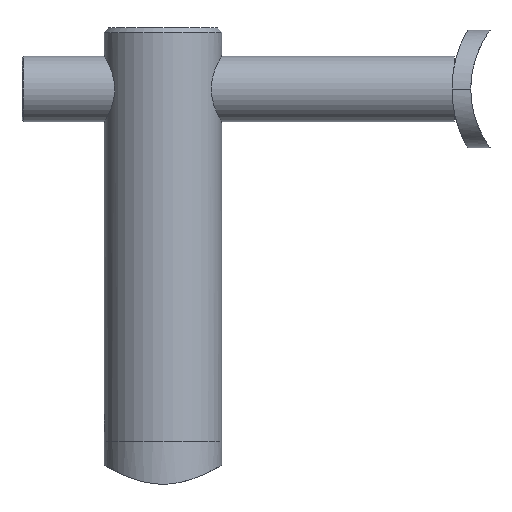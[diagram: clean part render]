
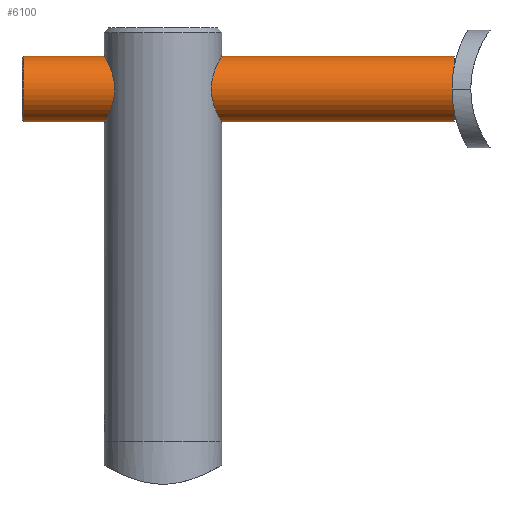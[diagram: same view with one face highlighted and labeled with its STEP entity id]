
A CAD part, left-side view. The second image highlights one B-rep face of the part: STEP entity #6100.
In plain terms, the highlighted cylindrical face has radius 7 mm (diameter 14 mm), a partial arc.
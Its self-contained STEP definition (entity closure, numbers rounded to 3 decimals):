
#829 = LINE ( 'NONE', #16561, #9167 ) ;
#1259 = DIRECTION ( 'NONE',  ( 0., 0., 1. ) ) ;
#2138 = AXIS2_PLACEMENT_3D ( 'NONE', #10083, #19738, #8573 ) ;
#2374 = CARTESIAN_POINT ( 'NONE',  ( 0., 92., 7. ) ) ;
#2653 = DIRECTION ( 'NONE',  ( 0., -1., 0. ) ) ;
#3030 = CIRCLE ( 'NONE', #2138, 7. ) ;
#3034 = DIRECTION ( 'NONE',  ( 0., 1., 0. ) ) ;
#3058 = CARTESIAN_POINT ( 'NONE',  ( 0., 92., 0. ) ) ;
#3549 = AXIS2_PLACEMENT_3D ( 'NONE', #3058, #10777, #6040 ) ;
#4127 = VECTOR ( 'NONE', #2653, 1000. ) ;
#4827 = CARTESIAN_POINT ( 'NONE',  ( 0., 92., 7. ) ) ;
#4885 = CYLINDRICAL_SURFACE ( 'NONE', #3549, 7. ) ;
#5797 = VERTEX_POINT ( 'NONE', #13452 ) ;
#6040 = DIRECTION ( 'NONE',  ( 0., 0., -1. ) ) ;
#6100 = ADVANCED_FACE ( 'NONE', ( #6388 ), #4885, .T. ) ;
#6388 = FACE_OUTER_BOUND ( 'NONE', #9998, .T. ) ;
#6597 = VERTEX_POINT ( 'NONE', #19011 ) ;
#6772 = ORIENTED_EDGE ( 'NONE', *, *, #13753, .F. ) ;
#7384 = LINE ( 'NONE', #2374, #4127 ) ;
#8353 = EDGE_CURVE ( 'NONE', #12577, #5797, #13486, .T. ) ;
#8573 = DIRECTION ( 'NONE',  ( 0., 0., 1. ) ) ;
#8990 = CARTESIAN_POINT ( 'NONE',  ( 0., 0.25, 7. ) ) ;
#9167 = VECTOR ( 'NONE', #20252, 1000. ) ;
#9998 = EDGE_LOOP ( 'NONE', ( #13849, #12960, #11717, #6772 ) ) ;
#10083 = CARTESIAN_POINT ( 'NONE',  ( 0., 92., 0. ) ) ;
#10777 = DIRECTION ( 'NONE',  ( 0., -1., 0. ) ) ;
#11717 = ORIENTED_EDGE ( 'NONE', *, *, #8353, .T. ) ;
#12267 = AXIS2_PLACEMENT_3D ( 'NONE', #12490, #3034, #1259 ) ;
#12490 = CARTESIAN_POINT ( 'NONE',  ( 0., 0.25, 0. ) ) ;
#12577 = VERTEX_POINT ( 'NONE', #8990 ) ;
#12960 = ORIENTED_EDGE ( 'NONE', *, *, #15158, .T. ) ;
#13112 = EDGE_CURVE ( 'NONE', #13542, #6597, #3030, .T. ) ;
#13452 = CARTESIAN_POINT ( 'NONE',  ( 0., 0.25, -7. ) ) ;
#13486 = CIRCLE ( 'NONE', #12267, 7. ) ;
#13542 = VERTEX_POINT ( 'NONE', #4827 ) ;
#13753 = EDGE_CURVE ( 'NONE', #6597, #5797, #829, .T. ) ;
#13849 = ORIENTED_EDGE ( 'NONE', *, *, #13112, .F. ) ;
#15158 = EDGE_CURVE ( 'NONE', #13542, #12577, #7384, .T. ) ;
#16561 = CARTESIAN_POINT ( 'NONE',  ( 0., 92., -7. ) ) ;
#19011 = CARTESIAN_POINT ( 'NONE',  ( 0., 92., -7. ) ) ;
#19738 = DIRECTION ( 'NONE',  ( 0., 1., 0. ) ) ;
#20252 = DIRECTION ( 'NONE',  ( 0., -1., 0. ) ) ;
